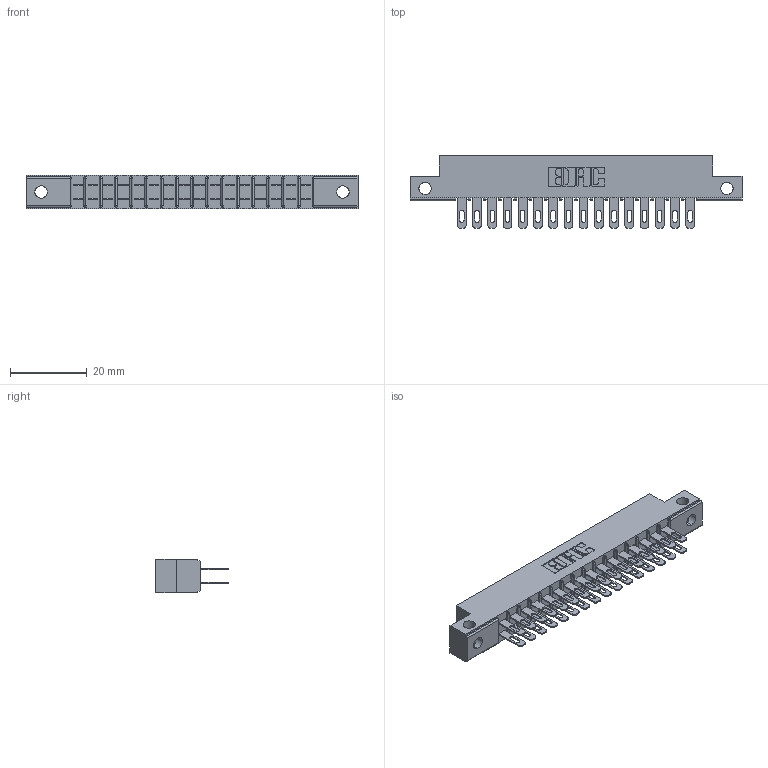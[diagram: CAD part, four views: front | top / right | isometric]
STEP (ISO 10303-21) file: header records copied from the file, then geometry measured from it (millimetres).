
FILE_DESCRIPTION (( 'STEP AP203' ), '1' );
FILE_NAME ('355-032-500-212.STEP', '2020-09-20T06:06:22', ( '' ), ( '' ), 'SwSTEP 2.0', 'SolidWorks 2020', '' );
FILE_SCHEMA (( 'CONFIG_CONTROL_DESIGN' ));
Length unit declared in the file: inch
Products named in the file (3): 305 Part_.128 Dia; 305-290-001_500; 355-032-500-212
Assembly tree (33 placements, depth 2):
  355-032-500-212
    305 Part_.128 Dia
    305-290-001_500  x32
Bounding box: 86.41 x 18.85 x 8.71 mm (x, y, z)
Volume: 5387.9 mm3; surface area: 10392.1 mm2
Topology: 33 solids, 33 shells, 1728 faces, 4944 edges, 3204 vertices
Faces by surface type: plane 964, cylinder 700, sphere 64
Entity records: 20917 total; most frequent: CARTESIAN_POINT 3510, ORIENTED_EDGE 3436, DIRECTION 3358, EDGE_CURVE 1718, VECTOR 1342, LINE 1342, VERTEX_POINT 1096, AXIS2_PLACEMENT_3D 1008
